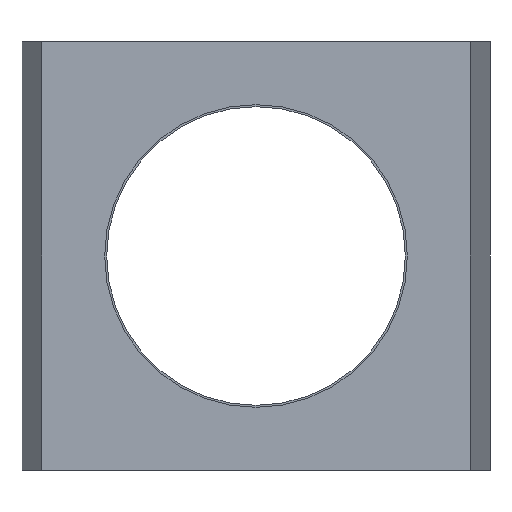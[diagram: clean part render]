
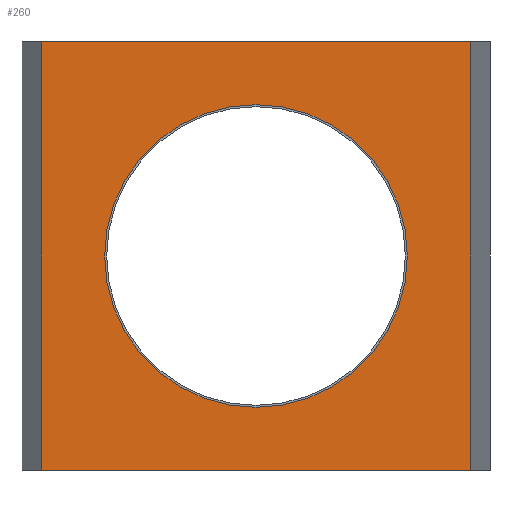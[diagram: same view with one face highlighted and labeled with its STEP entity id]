
A CAD part, front view. The second image highlights one B-rep face of the part: STEP entity #260.
In plain terms, the highlighted planar face has unit normal (0, -1, 0).
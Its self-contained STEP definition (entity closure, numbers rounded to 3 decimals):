
#2 = PLANE ( 'NONE',  #798 ) ;
#38 = VECTOR ( 'NONE', #316, 1000. ) ;
#41 = ORIENTED_EDGE ( 'NONE', *, *, #268, .T. ) ;
#49 = LINE ( 'NONE', #660, #465 ) ;
#52 = EDGE_LOOP ( 'NONE', ( #41, #682, #442, #201 ) ) ;
#71 = FACE_BOUND ( 'NONE', #947, .T. ) ;
#81 = CARTESIAN_POINT ( 'NONE',  ( -430., 0., 430. ) ) ;
#92 = CARTESIAN_POINT ( 'NONE',  ( 430., 0., -430. ) ) ;
#97 = EDGE_CURVE ( 'NONE', #514, #423, #49, .T. ) ;
#102 = DIRECTION ( 'NONE',  ( 0., -1., 0. ) ) ;
#112 = VERTEX_POINT ( 'NONE', #299 ) ;
#124 = LINE ( 'NONE', #589, #256 ) ;
#138 = LINE ( 'NONE', #213, #594 ) ;
#168 = CARTESIAN_POINT ( 'NONE',  ( 0., 0., -304. ) ) ;
#201 = ORIENTED_EDGE ( 'NONE', *, *, #893, .T. ) ;
#203 = EDGE_CURVE ( 'NONE', #423, #655, #138, .T. ) ;
#213 = CARTESIAN_POINT ( 'NONE',  ( 430., 0., 430. ) ) ;
#242 = CARTESIAN_POINT ( 'NONE',  ( 430., 0., 430. ) ) ;
#256 = VECTOR ( 'NONE', #670, 1000. ) ;
#260 = ADVANCED_FACE ( 'NONE', ( #71, #452 ), #2, .F. ) ;
#268 = EDGE_CURVE ( 'NONE', #112, #655, #519, .T. ) ;
#284 = VERTEX_POINT ( 'NONE', #444 ) ;
#288 = DIRECTION ( 'NONE',  ( 1., 0., 0. ) ) ;
#292 = DIRECTION ( 'NONE',  ( 0., 0., -1. ) ) ;
#299 = CARTESIAN_POINT ( 'NONE',  ( -430., 0., -430. ) ) ;
#315 = AXIS2_PLACEMENT_3D ( 'NONE', #706, #102, #557 ) ;
#316 = DIRECTION ( 'NONE',  ( 1., 0., 0. ) ) ;
#343 = VERTEX_POINT ( 'NONE', #168 ) ;
#388 = DIRECTION ( 'NONE',  ( 0., 1., 0. ) ) ;
#423 = VERTEX_POINT ( 'NONE', #242 ) ;
#442 = ORIENTED_EDGE ( 'NONE', *, *, #97, .F. ) ;
#444 = CARTESIAN_POINT ( 'NONE',  ( 0., 0., 304. ) ) ;
#452 = FACE_OUTER_BOUND ( 'NONE', #52, .T. ) ;
#459 = CARTESIAN_POINT ( 'NONE',  ( -430., 0., -430. ) ) ;
#465 = VECTOR ( 'NONE', #288, 1000. ) ;
#514 = VERTEX_POINT ( 'NONE', #544 ) ;
#519 = LINE ( 'NONE', #459, #38 ) ;
#534 = DIRECTION ( 'NONE',  ( 0., 0., 1. ) ) ;
#538 = ORIENTED_EDGE ( 'NONE', *, *, #784, .F. ) ;
#544 = CARTESIAN_POINT ( 'NONE',  ( -430., 0., 430. ) ) ;
#557 = DIRECTION ( 'NONE',  ( 0., 0., -1. ) ) ;
#589 = CARTESIAN_POINT ( 'NONE',  ( -430., 0., 430. ) ) ;
#594 = VECTOR ( 'NONE', #292, 1000. ) ;
#595 = DIRECTION ( 'NONE',  ( 0., -1., 0. ) ) ;
#655 = VERTEX_POINT ( 'NONE', #92 ) ;
#660 = CARTESIAN_POINT ( 'NONE',  ( -430., 0., 430. ) ) ;
#662 = EDGE_CURVE ( 'NONE', #343, #284, #941, .T. ) ;
#670 = DIRECTION ( 'NONE',  ( 0., 0., -1. ) ) ;
#682 = ORIENTED_EDGE ( 'NONE', *, *, #203, .F. ) ;
#706 = CARTESIAN_POINT ( 'NONE',  ( 0., 0., 0. ) ) ;
#729 = CIRCLE ( 'NONE', #315, 304. ) ;
#784 = EDGE_CURVE ( 'NONE', #284, #343, #729, .T. ) ;
#794 = ORIENTED_EDGE ( 'NONE', *, *, #662, .F. ) ;
#798 = AXIS2_PLACEMENT_3D ( 'NONE', #81, #388, #534 ) ;
#893 = EDGE_CURVE ( 'NONE', #514, #112, #124, .T. ) ;
#899 = DIRECTION ( 'NONE',  ( 0., 0., -1. ) ) ;
#915 = AXIS2_PLACEMENT_3D ( 'NONE', #988, #595, #899 ) ;
#941 = CIRCLE ( 'NONE', #915, 304. ) ;
#947 = EDGE_LOOP ( 'NONE', ( #794, #538 ) ) ;
#988 = CARTESIAN_POINT ( 'NONE',  ( 0., 0., 0. ) ) ;
